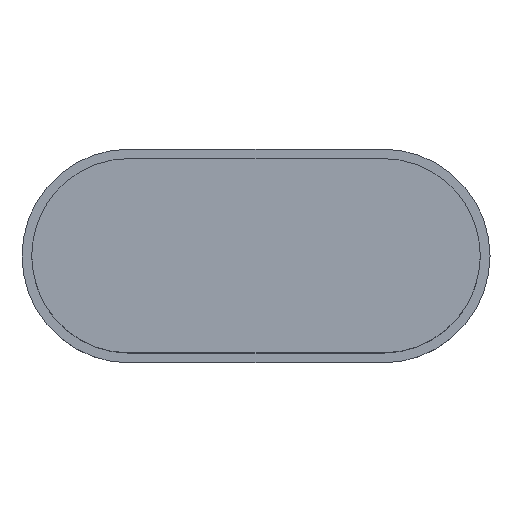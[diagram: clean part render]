
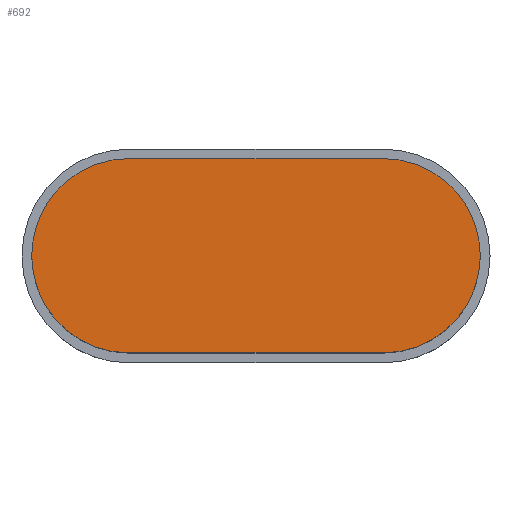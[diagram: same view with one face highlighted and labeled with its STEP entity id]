
A CAD part, top view. The second image highlights one B-rep face of the part: STEP entity #692.
In plain terms, the highlighted planar face has unit normal (0, 0, 1).
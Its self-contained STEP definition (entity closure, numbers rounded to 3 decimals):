
#509=CARTESIAN_POINT('',(5.615,-2.426,3.988));
#508=VERTEX_POINT('',#509);
#519=CARTESIAN_POINT('',(-0.735,-2.426,3.988));
#518=VERTEX_POINT('',#519);
#517=EDGE_CURVE('',#518,#508,#522,.T.);
#522=LINE('',#519,#524);
#524=VECTOR('',#525,6.35);
#525=DIRECTION('',(1.0,0.0,0.0));
#558=CARTESIAN_POINT('',(-0.735,2.426,3.988));
#557=VERTEX_POINT('',#558);
#568=CARTESIAN_POINT('',(5.615,2.426,3.988));
#567=VERTEX_POINT('',#568);
#566=EDGE_CURVE('',#567,#557,#571,.T.);
#571=LINE('',#568,#573);
#573=VECTOR('',#574,6.35);
#574=DIRECTION('',(-1.0,0.0,0.0));
#606=EDGE_CURVE($,#508,#567,#611,.T.);
#611=CIRCLE($,#612,2.426);
#613=CARTESIAN_POINT('',(5.615,0.0,3.988));
#612=AXIS2_PLACEMENT_3D($,#613,#614,#615);
#614=DIRECTION('',(0.0,0.0,1.0));
#615=DIRECTION('',(-1.0,0.0,0.0));
#648=EDGE_CURVE($,#557,#518,#653,.T.);
#653=CIRCLE($,#654,2.426);
#655=CARTESIAN_POINT('',(-0.735,0.0,3.988));
#654=AXIS2_PLACEMENT_3D($,#655,#656,#657);
#656=DIRECTION('',(0.0,0.0,1.0));
#657=DIRECTION('',(-1.0,0.0,0.0));
#692=ADVANCED_FACE($,(#698),#693,.T.);
#693=PLANE($,#694);
#694=AXIS2_PLACEMENT_3D($,#695,#696,#697);
#695=CARTESIAN_POINT('',(5.615,-2.426,3.988));
#696=DIRECTION('',(0.,0.,1.));
#697=DIRECTION('',(1.,0.,0.));
#698=FACE_OUTER_BOUND($,#699,.T.);
#699=EDGE_LOOP($,(#722, #700, #732, #711));
#722=ORIENTED_EDGE('',*,*,#517,.T.);
#700=ORIENTED_EDGE('',*,*,#606,.T.);
#732=ORIENTED_EDGE('',*,*,#566,.T.);
#711=ORIENTED_EDGE('',*,*,#648,.T.);
